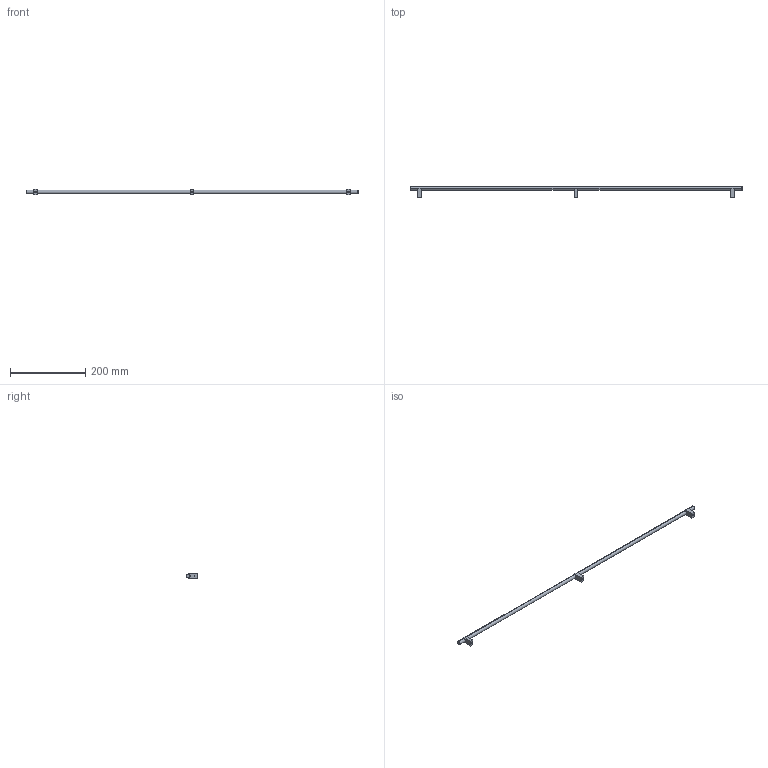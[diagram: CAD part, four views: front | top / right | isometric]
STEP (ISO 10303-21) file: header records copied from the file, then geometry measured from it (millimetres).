
FILE_DESCRIPTION (( 'STEP AP214' ), '1' );
FILE_NAME ('F005473,F005480,F005487_3D.step', '2022-08-15T13:30:00', ( '' ), ( '' ), 'SwSTEP 2.0', 'SolidWorks 2020', '' );
FILE_SCHEMA (( 'AUTOMOTIVE_DESIGN' ));
Length unit declared in the file: millimetre
Products named in the file (1): F005473,F005480,F005487_3D
Bounding box: 884 x 29 x 15 mm (x, y, z)
Volume: 78821.2 mm3; surface area: 31676.8 mm2
Topology: 1 solids, 1 shells, 44 faces, 104 edges, 59 vertices
Faces by surface type: plane 23, cylinder 11, cone 6, torus 4
Entity records: 1300 total; most frequent: DIRECTION 218, CARTESIAN_POINT 202, ORIENTED_EDGE 196, EDGE_CURVE 98, AXIS2_PLACEMENT_3D 75, LINE 68, VECTOR 68, VERTEX_POINT 59
